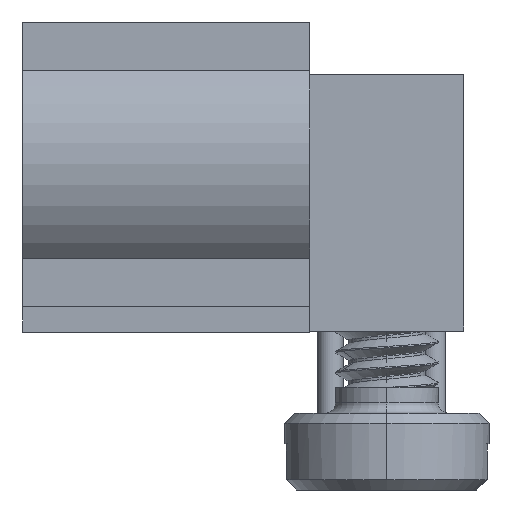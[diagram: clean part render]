
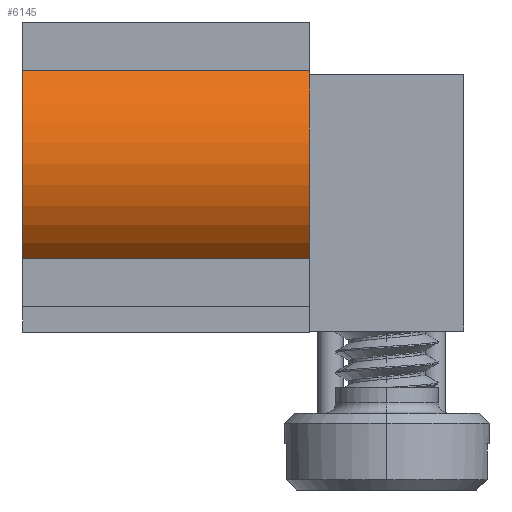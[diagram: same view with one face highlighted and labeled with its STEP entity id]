
A CAD part, left-side view. The second image highlights one B-rep face of the part: STEP entity #6145.
In plain terms, the highlighted cylindrical face has radius 2.5 mm (diameter 5 mm), a partial arc.
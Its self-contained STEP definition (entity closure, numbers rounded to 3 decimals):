
#80=CARTESIAN_POINT('',(-10.5,3.4,0.));
#81=DIRECTION('',(0.,-1.,0.));
#82=DIRECTION('',(-0.68,0.,0.733));
#83=AXIS2_PLACEMENT_3D('',#80,#81,#82);
#566=CARTESIAN_POINT('',(-10.5,-2.2,0.));
#567=DIRECTION('',(0.,-1.,0.));
#568=DIRECTION('',(-0.68,0.,0.733));
#569=AXIS2_PLACEMENT_3D('',#566,#567,#568);
#3043=DIRECTION('',(0.,-1.,0.));
#3044=VECTOR('',#3043,5.6);
#3045=CARTESIAN_POINT('',(-12.2,3.4,1.833));
#3046=LINE('',#3045,#3044);
#3050=DIRECTION('',(0.,-1.,0.));
#3051=VECTOR('',#3050,5.6);
#3052=CARTESIAN_POINT('',(-12.2,3.4,-1.833));
#3053=LINE('',#3052,#3051);
#3487=CARTESIAN_POINT('',(-12.2,3.4,1.833));
#3489=VERTEX_POINT('',#3487);
#3490=CARTESIAN_POINT('',(-12.2,3.4,-1.833));
#3491=VERTEX_POINT('',#3490);
#3496=CARTESIAN_POINT('',(-12.2,-2.2,1.833));
#3497=VERTEX_POINT('',#3496);
#3498=CARTESIAN_POINT('',(-12.2,-2.2,-1.833));
#3499=VERTEX_POINT('',#3498);
#6133=CARTESIAN_POINT('',(-10.5,3.4,0.));
#6134=DIRECTION('',(0.,-1.,0.));
#6135=DIRECTION('',(-1.,0.,0.));
#6136=AXIS2_PLACEMENT_3D('',#6133,#6134,#6135);
#6137=CYLINDRICAL_SURFACE('',#6136,2.5);
#6138=ORIENTED_EDGE('',*,*,#3611,.F.);
#6139=ORIENTED_EDGE('',*,*,#6128,.T.);
#6140=ORIENTED_EDGE('',*,*,#3933,.T.);
#6142=ORIENTED_EDGE('',*,*,#6141,.F.);
#6143=EDGE_LOOP('',(#6138,#6139,#6140,#6142));
#6144=FACE_OUTER_BOUND('',#6143,.F.);
#6145=ADVANCED_FACE('',(#6144),#6137,.T.);
#84=CIRCLE('',#83,2.5);
#570=CIRCLE('',#569,2.5);
#3611=EDGE_CURVE('',#3489,#3491,#84,.T.);
#3933=EDGE_CURVE('',#3497,#3499,#570,.T.);
#6128=EDGE_CURVE('',#3489,#3497,#3046,.T.);
#6141=EDGE_CURVE('',#3491,#3499,#3053,.T.);
